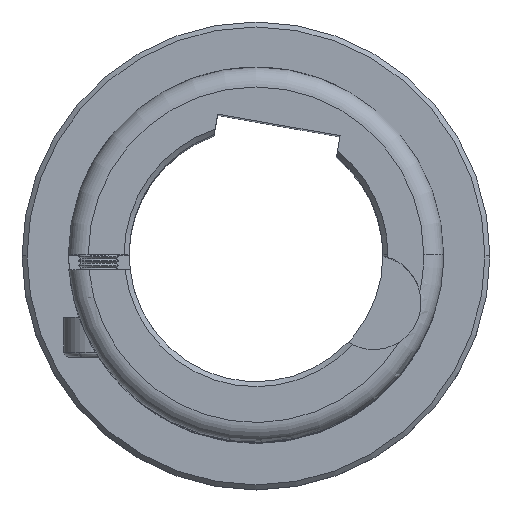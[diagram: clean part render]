
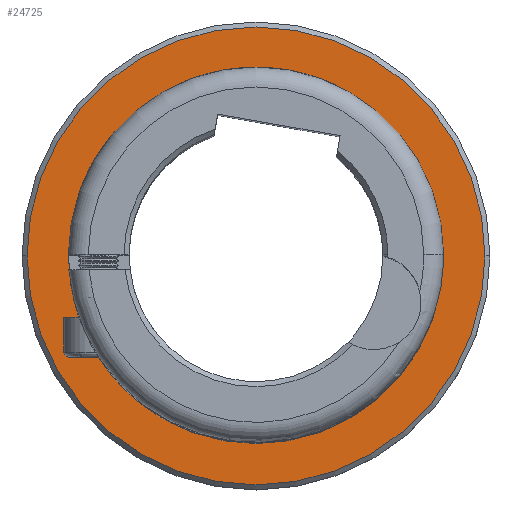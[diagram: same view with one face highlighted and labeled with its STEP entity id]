
A CAD part, top view. The second image highlights one B-rep face of the part: STEP entity #24725.
In plain terms, the highlighted planar face has unit normal (0, 0, 1).
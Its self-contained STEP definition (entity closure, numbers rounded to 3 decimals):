
#469 = PLANE ( 'NONE',  #6991 ) ;
#718 = DIRECTION ( 'NONE',  ( 0., 0., 1. ) ) ;
#2677 = CIRCLE ( 'NONE', #11822, 18.85 ) ;
#4796 = VERTEX_POINT ( 'NONE', #9060 ) ;
#4953 = AXIS2_PLACEMENT_3D ( 'NONE', #7970, #7827, #16566 ) ;
#5316 = ORIENTED_EDGE ( 'NONE', *, *, #20575, .F. ) ;
#6874 = VERTEX_POINT ( 'NONE', #19449 ) ;
#6991 = AXIS2_PLACEMENT_3D ( 'NONE', #7197, #11085, #19817 ) ;
#7197 = CARTESIAN_POINT ( 'NONE',  ( -9.266, 44.526, -44.033 ) ) ;
#7827 = DIRECTION ( 'NONE',  ( 0., 0., 1. ) ) ;
#7970 = CARTESIAN_POINT ( 'NONE',  ( -9.266, 44.526, -44.033 ) ) ;
#8005 = EDGE_CURVE ( 'NONE', #4796, #24120, #26071, .T. ) ;
#8106 = CARTESIAN_POINT ( 'NONE',  ( -9.266, 44.526, -44.033 ) ) ;
#8236 = CARTESIAN_POINT ( 'NONE',  ( -28.116, 44.526, -44.033 ) ) ;
#8261 = ORIENTED_EDGE ( 'NONE', *, *, #19938, .F. ) ;
#8313 = DIRECTION ( 'NONE',  ( 1., 0., 0. ) ) ;
#9060 = CARTESIAN_POINT ( 'NONE',  ( 13.734, 44.526, -44.033 ) ) ;
#9902 = DIRECTION ( 'NONE',  ( 0., 0., 1. ) ) ;
#11085 = DIRECTION ( 'NONE',  ( 0., 0., -1. ) ) ;
#11822 = AXIS2_PLACEMENT_3D ( 'NONE', #12611, #9902, #8313 ) ;
#12132 = DIRECTION ( 'NONE',  ( -1., 0., 0. ) ) ;
#12611 = CARTESIAN_POINT ( 'NONE',  ( -9.266, 44.526, -44.033 ) ) ;
#12952 = AXIS2_PLACEMENT_3D ( 'NONE', #8106, #718, #12132 ) ;
#13502 = FACE_OUTER_BOUND ( 'NONE', #19029, .T. ) ;
#15650 = FACE_BOUND ( 'NONE', #15771, .T. ) ;
#15771 = EDGE_LOOP ( 'NONE', ( #5316, #8261 ) ) ;
#15909 = VERTEX_POINT ( 'NONE', #8236 ) ;
#16453 = DIRECTION ( 'NONE',  ( 0., 0., 1. ) ) ;
#16566 = DIRECTION ( 'NONE',  ( 1., 0., 0. ) ) ;
#19029 = EDGE_LOOP ( 'NONE', ( #24643, #27986 ) ) ;
#19449 = CARTESIAN_POINT ( 'NONE',  ( 9.584, 44.526, -44.033 ) ) ;
#19817 = DIRECTION ( 'NONE',  ( 0., -1., 0. ) ) ;
#19938 = EDGE_CURVE ( 'NONE', #6874, #15909, #2677, .T. ) ;
#20575 = EDGE_CURVE ( 'NONE', #15909, #6874, #28340, .T. ) ;
#20611 = CARTESIAN_POINT ( 'NONE',  ( -9.266, 44.526, -44.033 ) ) ;
#23034 = CARTESIAN_POINT ( 'NONE',  ( -32.266, 44.526, -44.033 ) ) ;
#24120 = VERTEX_POINT ( 'NONE', #23034 ) ;
#24643 = ORIENTED_EDGE ( 'NONE', *, *, #25079, .T. ) ;
#24725 = ADVANCED_FACE ( 'NONE', ( #15650, #13502 ), #469, .F. ) ;
#25079 = EDGE_CURVE ( 'NONE', #24120, #4796, #28084, .T. ) ;
#26071 = CIRCLE ( 'NONE', #26995, 23. ) ;
#26995 = AXIS2_PLACEMENT_3D ( 'NONE', #20611, #16453, #27090 ) ;
#27090 = DIRECTION ( 'NONE',  ( -1., 0., 0. ) ) ;
#27986 = ORIENTED_EDGE ( 'NONE', *, *, #8005, .T. ) ;
#28084 = CIRCLE ( 'NONE', #12952, 23. ) ;
#28340 = CIRCLE ( 'NONE', #4953, 18.85 ) ;
